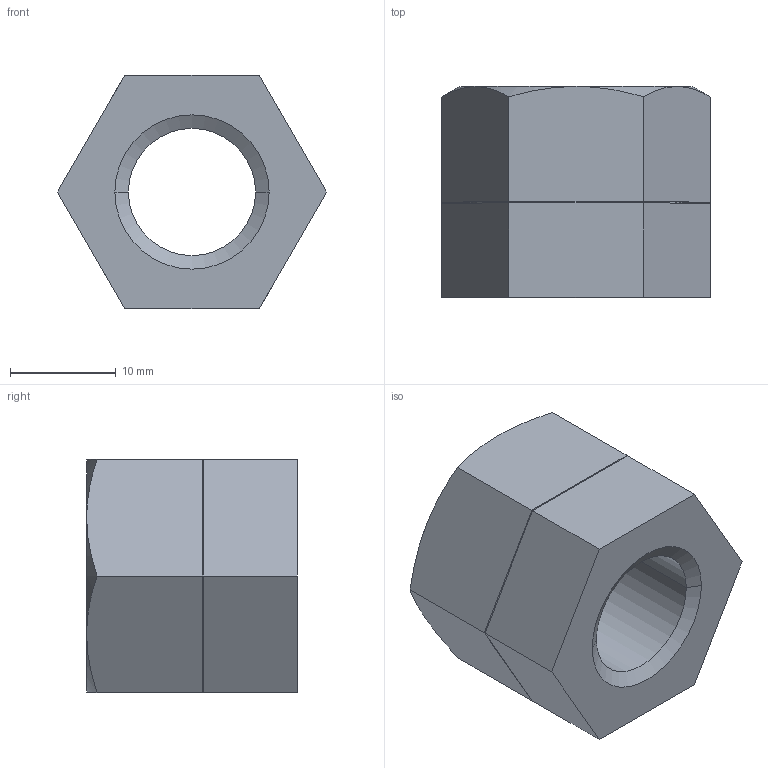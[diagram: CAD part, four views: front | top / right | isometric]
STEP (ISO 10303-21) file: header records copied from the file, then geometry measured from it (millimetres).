
FILE_DESCRIPTION((''),'2;1');
FILE_NAME('0RSTD014_____0','2019-10-29T13:57:47',('kim.bk'),(''),'CREO PARAMETRIC BY PTC INC, 2019010','CREO PARAMETRIC BY PTC INC, 2019010','');
FILE_SCHEMA(('CONFIG_CONTROL_DESIGN'));
Length unit declared in the file: millimetre
Products named in the file (1): 0RSTD014_____0
Bounding box: 25.4 x 19.9 x 22 mm (x, y, z)
Volume: 6000.3 mm3; surface area: 4018.9 mm2
Topology: 2 solids, 2 shells, 263 faces, 713 edges, 472 vertices
Faces by surface type: plane 245, cone 14, cylinder 4
Entity records: 8211 total; most frequent: CARTESIAN_POINT 1526, ORIENTED_EDGE 1426, DIRECTION 1253, EDGE_CURVE 713, VECTOR 675, LINE 675, VERTEX_POINT 472, AXIS2_PLACEMENT_3D 289
